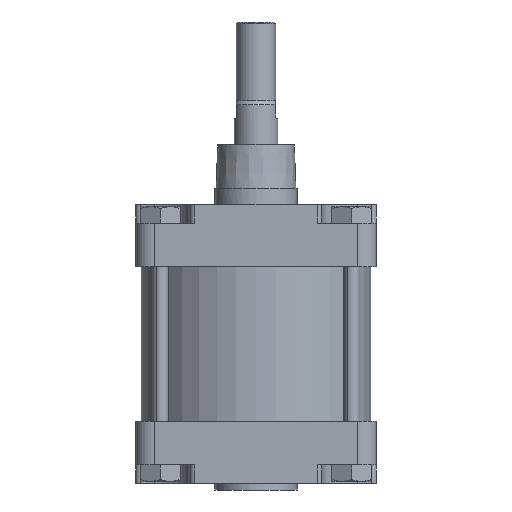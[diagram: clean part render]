
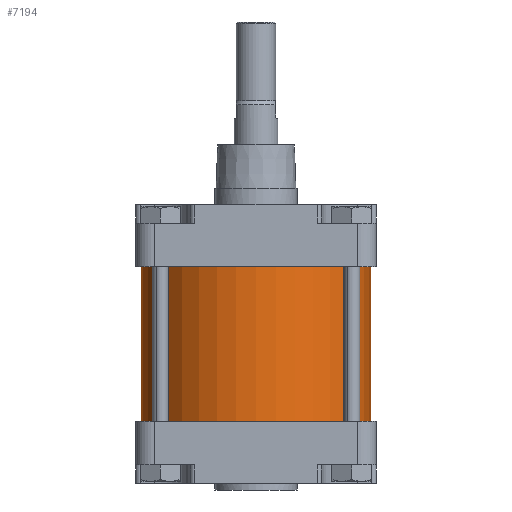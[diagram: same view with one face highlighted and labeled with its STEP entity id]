
A CAD part, front view. The second image highlights one B-rep face of the part: STEP entity #7194.
In plain terms, the highlighted cylindrical face has radius 105 mm (diameter 210 mm), a partial arc.
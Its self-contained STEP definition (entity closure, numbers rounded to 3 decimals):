
#7 = DIRECTION ( 'NONE',  ( 0., 0., 1. ) ) ;
#37 = CIRCLE ( 'NONE', #4910, 105. ) ;
#372 = FACE_OUTER_BOUND ( 'NONE', #4021, .T. ) ;
#1192 = VECTOR ( 'NONE', #9516, 1000. ) ;
#1708 = CARTESIAN_POINT ( 'NONE',  ( 105., 0., -70.5 ) ) ;
#2169 = CYLINDRICAL_SURFACE ( 'NONE', #4614, 105. ) ;
#2323 = AXIS2_PLACEMENT_3D ( 'NONE', #3525, #8892, #4311 ) ;
#2456 = ORIENTED_EDGE ( 'NONE', *, *, #4170, .F. ) ;
#3384 = DIRECTION ( 'NONE',  ( 0., 0., -1. ) ) ;
#3473 = LINE ( 'NONE', #4921, #1192 ) ;
#3525 = CARTESIAN_POINT ( 'NONE',  ( 0., 0., -70.5 ) ) ;
#3841 = VECTOR ( 'NONE', #3384, 1000. ) ;
#3909 = CIRCLE ( 'NONE', #2323, 105. ) ;
#3971 = ORIENTED_EDGE ( 'NONE', *, *, #6705, .F. ) ;
#4021 = EDGE_LOOP ( 'NONE', ( #3971, #6313, #8024, #2456 ) ) ;
#4170 = EDGE_CURVE ( 'NONE', #7136, #7901, #3909, .T. ) ;
#4311 = DIRECTION ( 'NONE',  ( 1., 0., 0. ) ) ;
#4488 = CARTESIAN_POINT ( 'NONE',  ( -105., 0., -70.5 ) ) ;
#4570 = VERTEX_POINT ( 'NONE', #7699 ) ;
#4607 = CARTESIAN_POINT ( 'NONE',  ( 0., 0., 70.5 ) ) ;
#4614 = AXIS2_PLACEMENT_3D ( 'NONE', #7787, #8535, #9323 ) ;
#4910 = AXIS2_PLACEMENT_3D ( 'NONE', #4607, #7, #5389 ) ;
#4921 = CARTESIAN_POINT ( 'NONE',  ( -105., 0., 367.485 ) ) ;
#5064 = EDGE_CURVE ( 'NONE', #7582, #4570, #37, .T. ) ;
#5389 = DIRECTION ( 'NONE',  ( 1., 0., 0. ) ) ;
#5677 = LINE ( 'NONE', #8750, #3841 ) ;
#6313 = ORIENTED_EDGE ( 'NONE', *, *, #5064, .F. ) ;
#6705 = EDGE_CURVE ( 'NONE', #4570, #7136, #5677, .T. ) ;
#7136 = VERTEX_POINT ( 'NONE', #1708 ) ;
#7194 = ADVANCED_FACE ( 'NONE', ( #372 ), #2169, .T. ) ;
#7582 = VERTEX_POINT ( 'NONE', #8339 ) ;
#7699 = CARTESIAN_POINT ( 'NONE',  ( 105., 0., 70.5 ) ) ;
#7787 = CARTESIAN_POINT ( 'NONE',  ( 0., 0., 367.485 ) ) ;
#7901 = VERTEX_POINT ( 'NONE', #4488 ) ;
#8024 = ORIENTED_EDGE ( 'NONE', *, *, #8195, .T. ) ;
#8195 = EDGE_CURVE ( 'NONE', #7582, #7901, #3473, .T. ) ;
#8339 = CARTESIAN_POINT ( 'NONE',  ( -105., 0., 70.5 ) ) ;
#8535 = DIRECTION ( 'NONE',  ( 0., 0., -1. ) ) ;
#8750 = CARTESIAN_POINT ( 'NONE',  ( 105., 0., 367.485 ) ) ;
#8892 = DIRECTION ( 'NONE',  ( 0., 0., -1. ) ) ;
#9323 = DIRECTION ( 'NONE',  ( -1., 0., 0. ) ) ;
#9516 = DIRECTION ( 'NONE',  ( 0., 0., -1. ) ) ;
